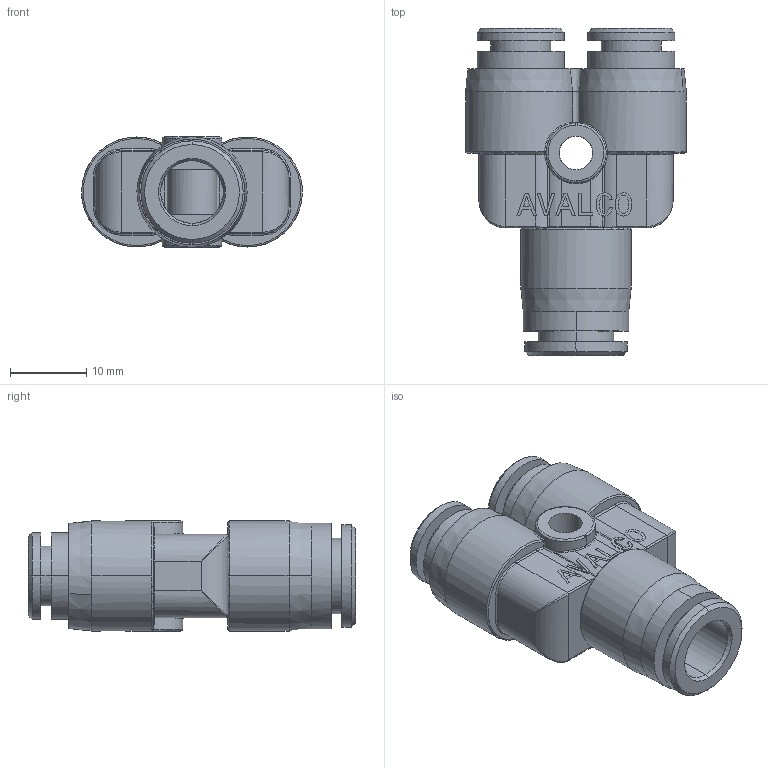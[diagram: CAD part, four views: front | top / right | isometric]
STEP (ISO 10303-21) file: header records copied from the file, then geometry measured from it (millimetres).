
FILE_DESCRIPTION(('CATIA V5 STEP Exchange'),'2;1');
FILE_NAME('PR560B-08-06.stp','2018-04-14T15:18:22+00:00',('none'),('none'),'CATIA Version 5 Release 21 GA (IN-10)','CATIA V5 STEP AP203','none');
FILE_SCHEMA(('CONFIG_CONTROL_DESIGN'));
Length unit declared in the file: millimetre
Products named in the file (1): PR560B-08-06
Bounding box: 28.9 x 42.8 x 14.4 mm (x, y, z)
Volume: 7022.3 mm3; surface area: 5334.2 mm2
Topology: 1 solids, 1 shells, 461 faces, 1251 edges, 801 vertices
Faces by surface type: plane 282, cylinder 85, bspline 40, torus 34, cone 20
Entity records: 16600 total; most frequent: CARTESIAN_POINT 6088, ORIENTED_EDGE 2494, DIRECTION 1658, EDGE_CURVE 1247, VERTEX_POINT 801, VECTOR 736, LINE 736, AXIS2_PLACEMENT_3D 554
